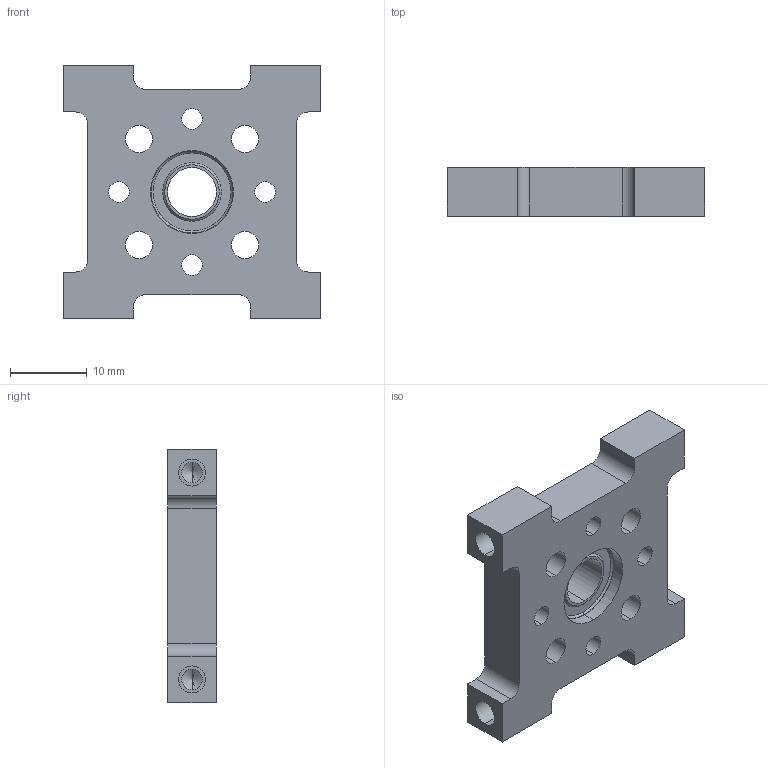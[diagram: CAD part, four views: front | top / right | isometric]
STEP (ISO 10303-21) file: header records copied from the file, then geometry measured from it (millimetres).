
FILE_DESCRIPTION (( 'STEP AP203' ), '1' );
FILE_NAME ('ROB-12510.STEP', '2014-12-06T03:43:00', ( '' ), ( '' ), 'SwSTEP 2.0', 'SolidWorks 2014', '' );
FILE_SCHEMA (( 'CONFIG_CONTROL_DESIGN' ));
Length unit declared in the file: inch
Products named in the file (1): ROB-12510
Bounding box: 33.53 x 6.35 x 33.02 mm (x, y, z)
Volume: 4590.2 mm3; surface area: 3554 mm2
Topology: 1 solids, 1 shells, 98 faces, 246 edges, 156 vertices
Faces by surface type: cylinder 50, plane 32, cone 16
Entity records: 3025 total; most frequent: DIRECTION 548, CARTESIAN_POINT 493, ORIENTED_EDGE 476, EDGE_CURVE 238, AXIS2_PLACEMENT_3D 211, VERTEX_POINT 156, EDGE_LOOP 130, VECTOR 126
